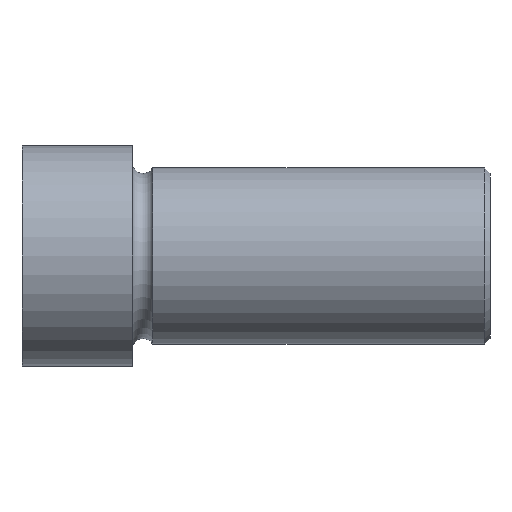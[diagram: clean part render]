
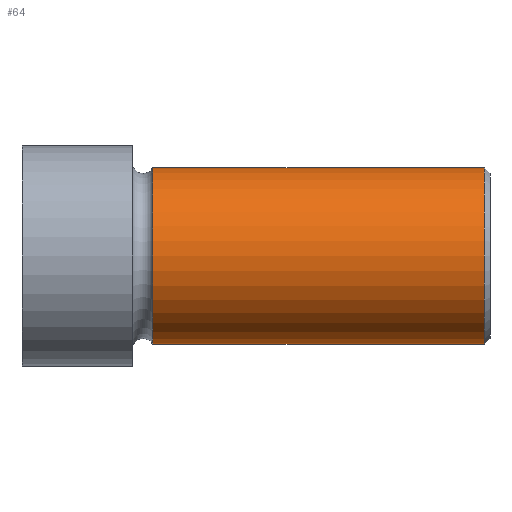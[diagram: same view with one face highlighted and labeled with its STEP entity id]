
A CAD part, left-side view. The second image highlights one B-rep face of the part: STEP entity #64.
In plain terms, the highlighted cylindrical face has radius 8 mm (diameter 16 mm), a full revolution.
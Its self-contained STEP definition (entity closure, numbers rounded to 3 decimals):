
#64 = ADVANCED_FACE( '', ( #133, #134 ), #135, .T. );
#133 = FACE_OUTER_BOUND( '', #205, .T. );
#134 = FACE_OUTER_BOUND( '', #206, .T. );
#135 = CYLINDRICAL_SURFACE( '', #207, 8. );
#205 = EDGE_LOOP( '', ( #320 ) );
#206 = EDGE_LOOP( '', ( #321 ) );
#207 = AXIS2_PLACEMENT_3D( '', #322, #323, #324 );
#320 = ORIENTED_EDGE( '', *, *, #387, .F. );
#321 = ORIENTED_EDGE( '', *, *, #380, .T. );
#322 = CARTESIAN_POINT( '', ( 0., 42.5, 0. ) );
#323 = DIRECTION( '', ( 0., -1., 0. ) );
#324 = DIRECTION( '', ( 0., 0., 1. ) );
#380 = EDGE_CURVE( '', #439, #439, #440, .T. );
#387 = EDGE_CURVE( '', #450, #450, #451, .T. );
#439 = VERTEX_POINT( '', #531 );
#440 = CIRCLE( '', #532, 8. );
#450 = VERTEX_POINT( '', #543 );
#451 = CIRCLE( '', #544, 8. );
#531 = CARTESIAN_POINT( '', ( 0., 0.5, 8. ) );
#532 = AXIS2_PLACEMENT_3D( '', #613, #614, #615 );
#543 = CARTESIAN_POINT( '', ( 0., 30.634, 8. ) );
#544 = AXIS2_PLACEMENT_3D( '', #626, #627, #628 );
#613 = CARTESIAN_POINT( '', ( 0., 0.5, 0. ) );
#614 = DIRECTION( '', ( 0., 1., 0. ) );
#615 = DIRECTION( '', ( 0., 0., 1. ) );
#626 = CARTESIAN_POINT( '', ( 0., 30.634, 0. ) );
#627 = DIRECTION( '', ( 0., 1., 0. ) );
#628 = DIRECTION( '', ( 0., 0., 1. ) );
